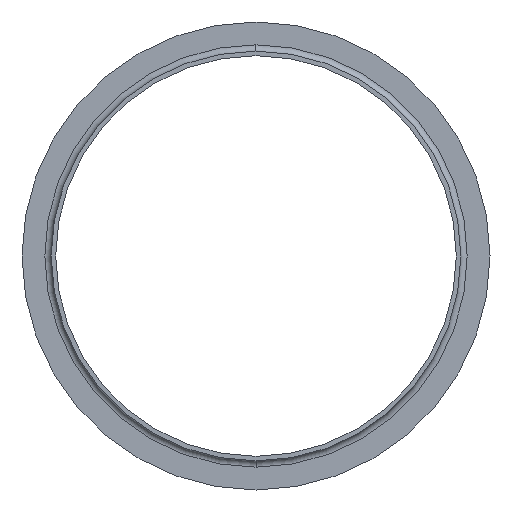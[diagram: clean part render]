
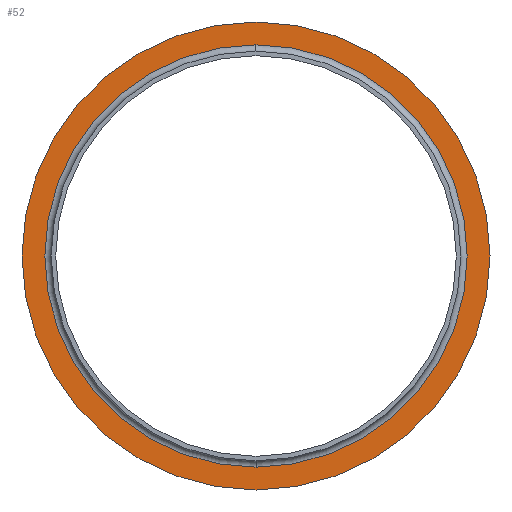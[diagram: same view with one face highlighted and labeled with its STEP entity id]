
A CAD part, front view. The second image highlights one B-rep face of the part: STEP entity #52.
In plain terms, the highlighted planar face has unit normal (0, -1, 0).
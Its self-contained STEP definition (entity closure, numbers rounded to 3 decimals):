
#52=ADVANCED_FACE('',(#103,#104),#105,.T.);
#103=FACE_OUTER_BOUND('',#153,.T.);
#104=FACE_BOUND('',#154,.T.);
#105=PLANE('',#155);
#153=EDGE_LOOP('',(#239,#240));
#154=EDGE_LOOP('',(#241,#242,#243));
#155=AXIS2_PLACEMENT_3D('',#244,#245,#246);
#239=ORIENTED_EDGE('',*,*,#305,.F.);
#240=ORIENTED_EDGE('',*,*,#326,.F.);
#241=ORIENTED_EDGE('',*,*,#313,.T.);
#242=ORIENTED_EDGE('',*,*,#324,.T.);
#243=ORIENTED_EDGE('',*,*,#314,.T.);
#244=CARTESIAN_POINT('',(-175.975,-4.0,0.0));
#245=DIRECTION('',(0.0,-1.0,0.0));
#246=DIRECTION('',(1.0,0.0,0.0));
#305=EDGE_CURVE('',#358,#361,#362,.T.);
#313=EDGE_CURVE('',#376,#374,#377,.T.);
#314=EDGE_CURVE('',#368,#376,#378,.T.);
#324=EDGE_CURVE('',#374,#368,#391,.T.);
#326=EDGE_CURVE('',#361,#358,#393,.T.);
#358=VERTEX_POINT('',#428);
#361=VERTEX_POINT('',#432);
#362=CIRCLE('',#433,185.0);
#368=VERTEX_POINT('',#440);
#374=VERTEX_POINT('',#446);
#376=VERTEX_POINT('',#448);
#377=CIRCLE('',#449,166.95);
#378=CIRCLE('',#450,166.95);
#391=CIRCLE('',#465,166.95);
#393=CIRCLE('',#467,185.0);
#428=CARTESIAN_POINT('',(-185.0,-4.0,0.0));
#432=CARTESIAN_POINT('',(185.0,-4.0,0.));
#433=AXIS2_PLACEMENT_3D('',#504,#505,#506);
#440=CARTESIAN_POINT('',(0.,-4.0,-166.95));
#446=CARTESIAN_POINT('',(0.,-4.0,166.95));
#448=CARTESIAN_POINT('',(-166.95,-4.0,0.0));
#449=AXIS2_PLACEMENT_3D('',#523,#524,#525);
#450=AXIS2_PLACEMENT_3D('',#526,#527,#528);
#465=AXIS2_PLACEMENT_3D('',#543,#544,#545);
#467=AXIS2_PLACEMENT_3D('',#546,#547,#548);
#504=CARTESIAN_POINT('',(0.0,-4.0,0.0));
#505=DIRECTION('',(0.0,1.0,0.0));
#506=DIRECTION('',(-1.0,0.0,0.0));
#523=CARTESIAN_POINT('',(0.0,-4.0,0.0));
#524=DIRECTION('',(0.0,1.0,0.0));
#525=DIRECTION('',(-1.0,0.0,0.0));
#526=CARTESIAN_POINT('',(0.0,-4.0,0.0));
#527=DIRECTION('',(0.0,1.0,0.0));
#528=DIRECTION('',(-1.0,0.0,0.0));
#543=CARTESIAN_POINT('',(0.0,-4.0,0.0));
#544=DIRECTION('',(0.0,1.0,0.0));
#545=DIRECTION('',(-1.0,0.0,0.0));
#546=CARTESIAN_POINT('',(0.0,-4.0,0.0));
#547=DIRECTION('',(0.0,1.0,0.0));
#548=DIRECTION('',(-1.0,0.0,0.0));
